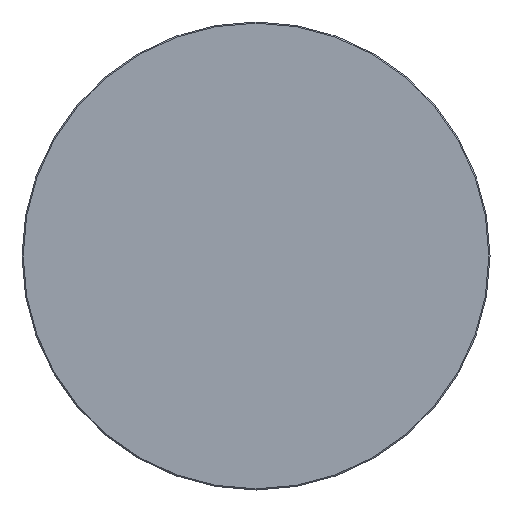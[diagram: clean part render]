
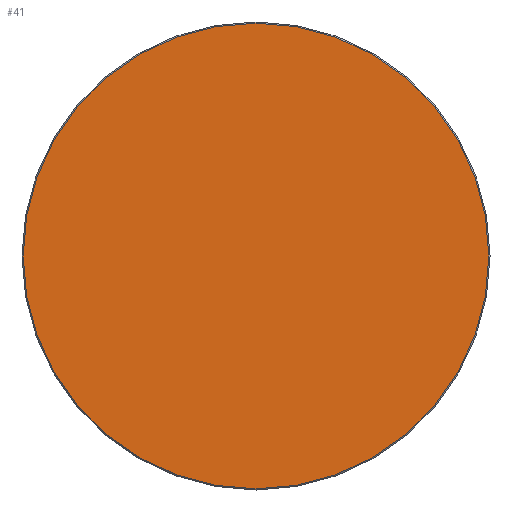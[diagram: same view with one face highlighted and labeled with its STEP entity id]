
A CAD part, front view. The second image highlights one B-rep face of the part: STEP entity #41.
In plain terms, the highlighted planar face has unit normal (0, -1, 0).
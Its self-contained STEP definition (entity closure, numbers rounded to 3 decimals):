
#13 = DIRECTION ( 'NONE',  ( 0., 0., -1. ) ) ;
#26 = PLANE ( 'NONE',  #106 ) ;
#32 = DIRECTION ( 'NONE',  ( 0., 0., -1. ) ) ;
#41 = ADVANCED_FACE ( 'NONE', ( #179 ), #26, .T. ) ;
#49 = CARTESIAN_POINT ( 'NONE',  ( 0., 0., -50.55 ) ) ;
#60 = EDGE_CURVE ( 'NONE', #163, #67, #184, .T. ) ;
#67 = VERTEX_POINT ( 'NONE', #162 ) ;
#88 = ORIENTED_EDGE ( 'NONE', *, *, #98, .T. ) ;
#98 = EDGE_CURVE ( 'NONE', #67, #163, #139, .T. ) ;
#106 = AXIS2_PLACEMENT_3D ( 'NONE', #119, #182, #124 ) ;
#107 = DIRECTION ( 'NONE',  ( 0., -1., 0. ) ) ;
#119 = CARTESIAN_POINT ( 'NONE',  ( 0., 0., 0. ) ) ;
#124 = DIRECTION ( 'NONE',  ( 0., 0., -1. ) ) ;
#126 = CARTESIAN_POINT ( 'NONE',  ( 0., 0., 0. ) ) ;
#131 = ORIENTED_EDGE ( 'NONE', *, *, #60, .T. ) ;
#139 = CIRCLE ( 'NONE', #220, 50.55 ) ;
#162 = CARTESIAN_POINT ( 'NONE',  ( 0., 0., 50.55 ) ) ;
#163 = VERTEX_POINT ( 'NONE', #49 ) ;
#179 = FACE_OUTER_BOUND ( 'NONE', #207, .T. ) ;
#180 = AXIS2_PLACEMENT_3D ( 'NONE', #202, #107, #32 ) ;
#182 = DIRECTION ( 'NONE',  ( 0., -1., 0. ) ) ;
#184 = CIRCLE ( 'NONE', #180, 50.55 ) ;
#202 = CARTESIAN_POINT ( 'NONE',  ( 0., 0., 0. ) ) ;
#205 = DIRECTION ( 'NONE',  ( 0., -1., 0. ) ) ;
#207 = EDGE_LOOP ( 'NONE', ( #88, #131 ) ) ;
#220 = AXIS2_PLACEMENT_3D ( 'NONE', #126, #205, #13 ) ;
